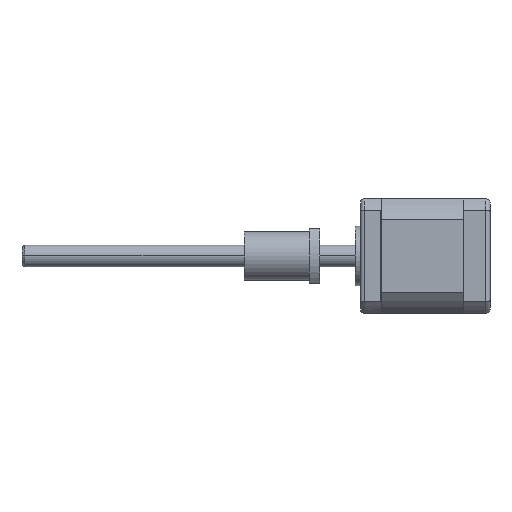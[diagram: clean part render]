
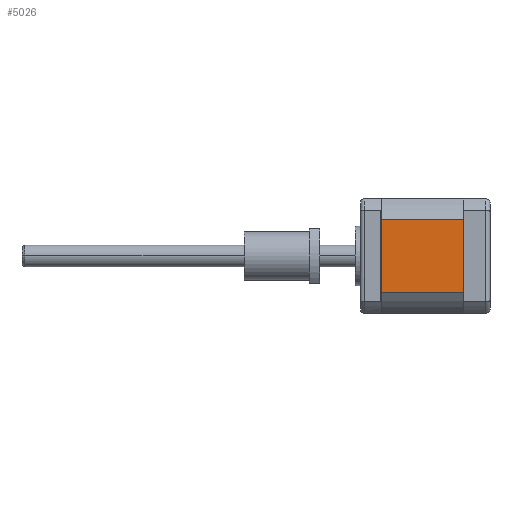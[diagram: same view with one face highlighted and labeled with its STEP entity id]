
A CAD part, left-side view. The second image highlights one B-rep face of the part: STEP entity #5026.
In plain terms, the highlighted planar face has unit normal (-1, 0, 0).
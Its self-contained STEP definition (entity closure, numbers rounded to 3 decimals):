
#1335 = DIRECTION ( 'NONE',  ( 0., 1., 0. ) ) ;
#1931 = EDGE_CURVE ( 'NONE', #11245, #16439, #30202, .T. ) ;
#2797 = DIRECTION ( 'NONE',  ( 0., 0., -1. ) ) ;
#4078 = VECTOR ( 'NONE', #30712, 1000. ) ;
#4866 = CARTESIAN_POINT ( 'NONE',  ( -25.809, -16.057, 3.044 ) ) ;
#5026 = ADVANCED_FACE ( 'NONE', ( #8029 ), #25113, .F. ) ;
#5626 = DIRECTION ( 'NONE',  ( 0., 0., 1. ) ) ;
#5635 = VERTEX_POINT ( 'NONE', #24708 ) ;
#8029 = FACE_OUTER_BOUND ( 'NONE', #28141, .T. ) ;
#8094 = CARTESIAN_POINT ( 'NONE',  ( -25.809, -16.057, 3.044 ) ) ;
#8343 = CARTESIAN_POINT ( 'NONE',  ( -25.809, -16.057, 3.044 ) ) ;
#11245 = VERTEX_POINT ( 'NONE', #29854 ) ;
#14660 = CARTESIAN_POINT ( 'NONE',  ( -25.809, 14.443, 3.044 ) ) ;
#16360 = ORIENTED_EDGE ( 'NONE', *, *, #26780, .F. ) ;
#16439 = VERTEX_POINT ( 'NONE', #14660 ) ;
#19600 = DIRECTION ( 'NONE',  ( 1., 0., 0. ) ) ;
#21574 = ORIENTED_EDGE ( 'NONE', *, *, #1931, .T. ) ;
#23183 = VECTOR ( 'NONE', #1335, 1000. ) ;
#23398 = EDGE_CURVE ( 'NONE', #33574, #16439, #35912, .T. ) ;
#24708 = CARTESIAN_POINT ( 'NONE',  ( -25.809, -16.057, 30.232 ) ) ;
#25113 = PLANE ( 'NONE',  #34173 ) ;
#25840 = VECTOR ( 'NONE', #33272, 1000. ) ;
#26780 = EDGE_CURVE ( 'NONE', #5635, #33574, #27749, .T. ) ;
#27025 = ORIENTED_EDGE ( 'NONE', *, *, #23398, .F. ) ;
#27510 = CARTESIAN_POINT ( 'NONE',  ( -25.809, -16.057, 30.232 ) ) ;
#27749 = LINE ( 'NONE', #8094, #4078 ) ;
#28141 = EDGE_LOOP ( 'NONE', ( #21574, #27025, #16360, #34732 ) ) ;
#29854 = CARTESIAN_POINT ( 'NONE',  ( -25.809, 14.443, 30.232 ) ) ;
#30202 = LINE ( 'NONE', #36187, #33290 ) ;
#30712 = DIRECTION ( 'NONE',  ( 0., 0., -1. ) ) ;
#33272 = DIRECTION ( 'NONE',  ( 0., 1., 0. ) ) ;
#33290 = VECTOR ( 'NONE', #2797, 1000. ) ;
#33574 = VERTEX_POINT ( 'NONE', #4866 ) ;
#33732 = LINE ( 'NONE', #27510, #25840 ) ;
#34173 = AXIS2_PLACEMENT_3D ( 'NONE', #8343, #19600, #5626 ) ;
#34608 = CARTESIAN_POINT ( 'NONE',  ( -25.809, -16.057, 3.044 ) ) ;
#34732 = ORIENTED_EDGE ( 'NONE', *, *, #36166, .T. ) ;
#35912 = LINE ( 'NONE', #34608, #23183 ) ;
#36166 = EDGE_CURVE ( 'NONE', #5635, #11245, #33732, .T. ) ;
#36187 = CARTESIAN_POINT ( 'NONE',  ( -25.809, 14.443, 3.044 ) ) ;
